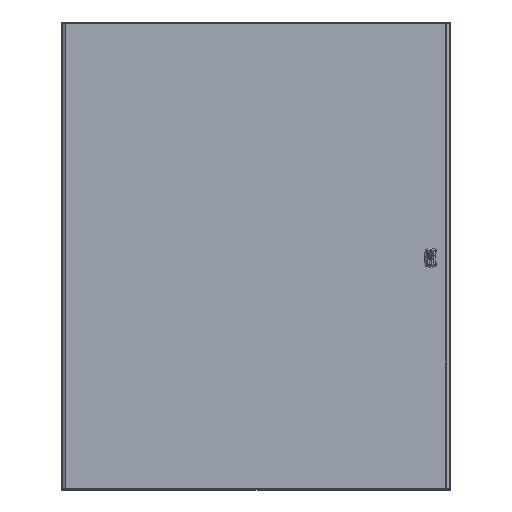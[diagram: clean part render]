
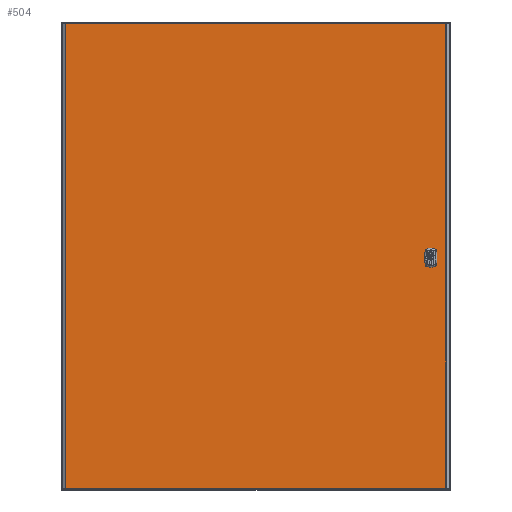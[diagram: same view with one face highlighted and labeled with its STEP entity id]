
A CAD part, top view. The second image highlights one B-rep face of the part: STEP entity #504.
In plain terms, the highlighted planar face has unit normal (0, 0, 1).
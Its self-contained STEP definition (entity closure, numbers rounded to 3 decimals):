
#504=ADVANCED_FACE('',(#1874,#1875),#1876,.F.);
#1874=FACE_OUTER_BOUND('',#5820,.T.);
#1875=FACE_BOUND('',#5821,.T.);
#1876=PLANE('',#5822);
#5820=EDGE_LOOP('',(#12969,#12970,#12971,#12972));
#5821=EDGE_LOOP('',(#12973,#12974,#12975,#12976));
#5822=AXIS2_PLACEMENT_3D('',#12977,#12978,#12979);
#12969=ORIENTED_EDGE('',*,*,#19527,.T.);
#12970=ORIENTED_EDGE('',*,*,#19526,.T.);
#12971=ORIENTED_EDGE('',*,*,#19525,.T.);
#12972=ORIENTED_EDGE('',*,*,#19535,.T.);
#12973=ORIENTED_EDGE('',*,*,#19524,.F.);
#12974=ORIENTED_EDGE('',*,*,#19522,.F.);
#12975=ORIENTED_EDGE('',*,*,#19520,.F.);
#12976=ORIENTED_EDGE('',*,*,#19518,.F.);
#12977=CARTESIAN_POINT('',(499.843,599.8,303.51));
#12978=DIRECTION('',(0.,0.,-1.0));
#12979=DIRECTION('',(-1.0,0.,0.));
#19518=EDGE_CURVE('',#22415,#22417,#22418,.T.);
#19520=EDGE_CURVE('',#22417,#22420,#22421,.T.);
#19522=EDGE_CURVE('',#22420,#22423,#22424,.T.);
#19524=EDGE_CURVE('',#22423,#22415,#22426,.T.);
#19525=EDGE_CURVE('',#22369,#22412,#22427,.T.);
#19526=EDGE_CURVE('',#22380,#22369,#22428,.T.);
#19527=EDGE_CURVE('',#22385,#22380,#22429,.T.);
#19535=EDGE_CURVE('',#22412,#22385,#22439,.T.);
#22369=VERTEX_POINT('',#28520);
#22380=VERTEX_POINT('',#28571);
#22385=VERTEX_POINT('',#28596);
#22412=VERTEX_POINT('',#28681);
#22415=VERTEX_POINT('',#28694);
#22417=VERTEX_POINT('',#28697);
#22418=LINE('',#28698,#28699);
#22420=VERTEX_POINT('',#28702);
#22421=CIRCLE('',#28703,11.5);
#22423=VERTEX_POINT('',#28706);
#22424=LINE('',#28707,#28708);
#22426=CIRCLE('',#28711,11.5);
#22427=LINE('',#28712,#28713);
#22428=LINE('',#28714,#28715);
#22429=LINE('',#28716,#28717);
#22439=LINE('',#28766,#28767);
#28520=CARTESIAN_POINT('',(12.352,1195.1,303.51));
#28571=CARTESIAN_POINT('',(987.334,1195.1,303.51));
#28596=CARTESIAN_POINT('',(987.334,4.5,303.51));
#28681=CARTESIAN_POINT('',(12.352,4.5,303.51));
#28694=CARTESIAN_POINT('',(938.343,605.479,303.51));
#28697=CARTESIAN_POINT('',(938.343,594.121,303.51));
#28698=CARTESIAN_POINT('',(938.343,605.479,303.51));
#28699=VECTOR('',#38747,11.358);
#28702=CARTESIAN_POINT('',(958.343,594.121,303.51));
#28703=AXIS2_PLACEMENT_3D('',#38749,#38750,#38751);
#28706=CARTESIAN_POINT('',(958.343,605.479,303.51));
#28707=CARTESIAN_POINT('',(958.343,594.121,303.51));
#28708=VECTOR('',#38753,11.358);
#28711=AXIS2_PLACEMENT_3D('',#38755,#38756,#38757);
#28712=CARTESIAN_POINT('',(12.352,1195.1,303.51));
#28713=VECTOR('',#38758,1190.6);
#28714=CARTESIAN_POINT('',(987.334,1195.1,303.51));
#28715=VECTOR('',#38759,974.982);
#28716=CARTESIAN_POINT('',(987.334,4.5,303.51));
#28717=VECTOR('',#38760,1190.6);
#28766=CARTESIAN_POINT('',(12.352,4.5,303.51));
#28767=VECTOR('',#38764,974.982);
#38747=DIRECTION('',(0.0,-1.0,0.));
#38749=CARTESIAN_POINT('',(948.343,599.8,303.51));
#38750=DIRECTION('',(0.,0.,1.0));
#38751=DIRECTION('',(-0.87,-0.494,0.));
#38753=DIRECTION('',(-0.0,1.0,0.));
#38755=CARTESIAN_POINT('',(948.343,599.8,303.51));
#38756=DIRECTION('',(0.,0.,1.0));
#38757=DIRECTION('',(0.87,0.494,0.));
#38758=DIRECTION('',(0.0,-1.0,0.));
#38759=DIRECTION('',(-1.0,0.,0.));
#38760=DIRECTION('',(-0.0,1.0,0.));
#38764=DIRECTION('',(1.0,0.,0.));
